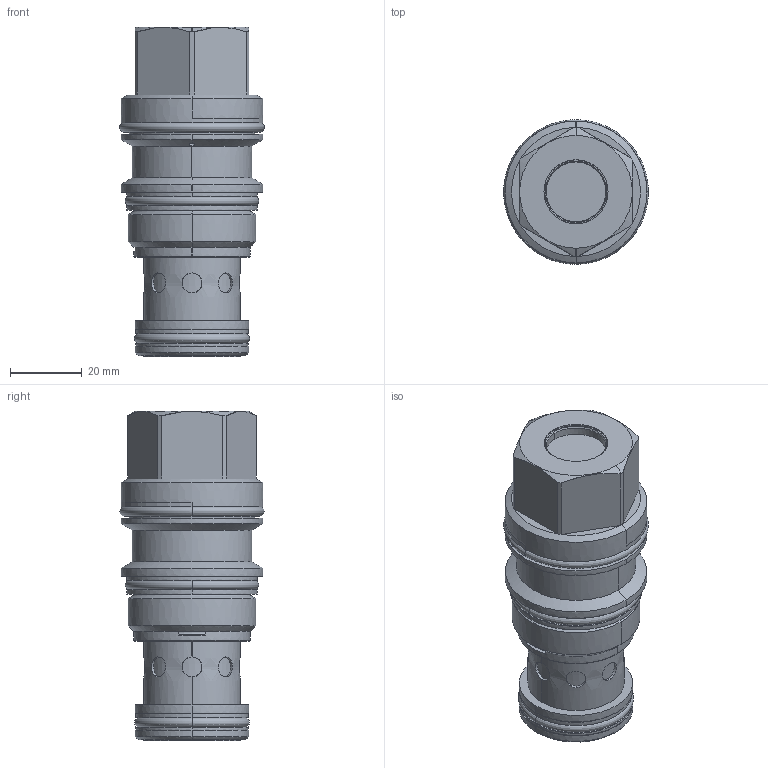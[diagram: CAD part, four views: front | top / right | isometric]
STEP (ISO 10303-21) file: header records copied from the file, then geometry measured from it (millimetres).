
FILE_DESCRIPTION((''),'2;1');
FILE_NAME('PBHB8WN_SW_PRT','2019-11-12T',('charlief'),(''),'PRO/ENGINEER BY PARAMETRIC TECHNOLOGY CORPORATION, 2016010','PRO/ENGINEER BY PARAMETRIC TECHNOLOGY CORPORATION, 2016010','');
FILE_SCHEMA(('CONFIG_CONTROL_DESIGN'));
Length unit declared in the file: inch
Products named in the file (1): PBHB8WN_SW_PRT
Bounding box: 40.36 x 40.36 x 92.02 mm (x, y, z)
Surface area: 26724.9 mm2 (no closed solid volume)
Topology: 0 solids, 0 shells, 209 faces, 942 edges, 928 vertices
Faces by surface type: bspline 186, torus 23
Entity records: 34137 total; most frequent: CARTESIAN_POINT 25847, DIRECTION 1336, TRIMMED_CURVE 1057, DEFINITIONAL_REPRESENTATION 914, PCURVE 914, COMPOSITE_CURVE_SEGMENT 914, VECTOR 824, LINE 824
